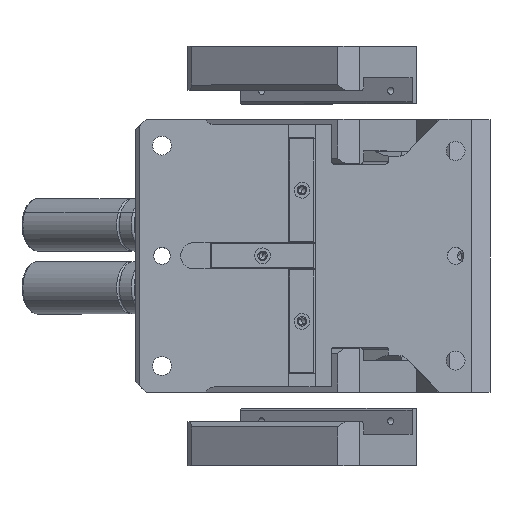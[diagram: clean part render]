
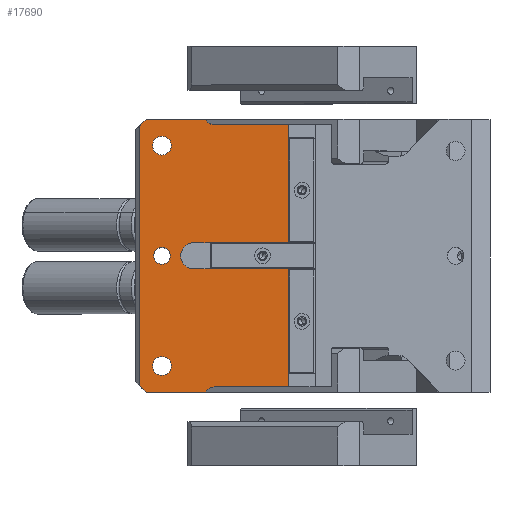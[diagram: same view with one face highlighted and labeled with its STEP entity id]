
A CAD part, top view. The second image highlights one B-rep face of the part: STEP entity #17690.
In plain terms, the highlighted planar face has unit normal (0, 0, 1).
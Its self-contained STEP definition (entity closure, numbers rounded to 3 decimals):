
#16666=CARTESIAN_POINT('Line Origine',(-316.5,0.,190.)) ;
#16670=CARTESIAN_POINT('Vertex',(-316.5,123.5,190.)) ;
#16672=CARTESIAN_POINT('Vertex',(-316.5,-123.5,190.)) ;
#16707=CARTESIAN_POINT('Vertex',(-310.,-130.,190.)) ;
#16710=CARTESIAN_POINT('Line Origine',(-315.,-125.,190.)) ;
#17243=CARTESIAN_POINT('Line Origine',(-315.,125.,190.)) ;
#17247=CARTESIAN_POINT('Vertex',(-310.,130.,190.)) ;
#17532=CARTESIAN_POINT('Axis2P3D Location',(-335.,0.,190.)) ;
#17537=CARTESIAN_POINT('Line Origine',(-281.83,130.,190.)) ;
#17541=CARTESIAN_POINT('Vertex',(-253.66,130.,190.)) ;
#17544=CARTESIAN_POINT('Line Origine',(-281.83,-130.,190.)) ;
#17548=CARTESIAN_POINT('Vertex',(-253.66,-130.,190.)) ;
#17551=CARTESIAN_POINT('Axis2P3D Location',(-245.,-135.,190.)) ;
#17555=CARTESIAN_POINT('Vertex',(-245.,-125.,190.)) ;
#17558=CARTESIAN_POINT('Line Origine',(-209.5,-125.,190.)) ;
#17562=CARTESIAN_POINT('Vertex',(-174.,-125.,190.)) ;
#17565=CARTESIAN_POINT('Line Origine',(-174.,-68.75,190.)) ;
#17569=CARTESIAN_POINT('Vertex',(-174.,-12.5,190.)) ;
#17572=CARTESIAN_POINT('Line Origine',(-219.25,-12.5,190.)) ;
#17576=CARTESIAN_POINT('Vertex',(-264.5,-12.5,190.)) ;
#17579=CARTESIAN_POINT('Axis2P3D Location',(-264.5,0.,190.)) ;
#17583=CARTESIAN_POINT('Vertex',(-277.,0.,190.)) ;
#17586=CARTESIAN_POINT('Axis2P3D Location',(-264.5,0.,190.)) ;
#17590=CARTESIAN_POINT('Vertex',(-264.5,12.5,190.)) ;
#17593=CARTESIAN_POINT('Line Origine',(-219.25,12.5,190.)) ;
#17597=CARTESIAN_POINT('Vertex',(-174.,12.5,190.)) ;
#17600=CARTESIAN_POINT('Line Origine',(-174.,68.75,190.)) ;
#17604=CARTESIAN_POINT('Vertex',(-174.,125.,190.)) ;
#17607=CARTESIAN_POINT('Line Origine',(-209.5,125.,190.)) ;
#17611=CARTESIAN_POINT('Vertex',(-245.,125.,190.)) ;
#17614=CARTESIAN_POINT('Axis2P3D Location',(-245.,135.,190.)) ;
#17636=CARTESIAN_POINT('Axis2P3D Location',(-295.,105.,190.)) ;
#17640=CARTESIAN_POINT('Vertex',(-286.,105.,190.)) ;
#17642=CARTESIAN_POINT('Vertex',(-304.,105.,190.)) ;
#17645=CARTESIAN_POINT('Axis2P3D Location',(-295.,105.,190.)) ;
#17654=CARTESIAN_POINT('Axis2P3D Location',(-295.,-105.,190.)) ;
#17658=CARTESIAN_POINT('Vertex',(-304.,-105.,190.)) ;
#17660=CARTESIAN_POINT('Vertex',(-286.,-105.,190.)) ;
#17663=CARTESIAN_POINT('Axis2P3D Location',(-295.,-105.,190.)) ;
#17672=CARTESIAN_POINT('Axis2P3D Location',(-295.,0.,190.)) ;
#17676=CARTESIAN_POINT('Vertex',(-303.,0.,190.)) ;
#17678=CARTESIAN_POINT('Vertex',(-287.,0.,190.)) ;
#17681=CARTESIAN_POINT('Axis2P3D Location',(-295.,0.,190.)) ;
#16668=VECTOR('Line Direction',#16667,1.) ;
#16712=VECTOR('Line Direction',#16711,1.) ;
#17245=VECTOR('Line Direction',#17244,1.) ;
#17539=VECTOR('Line Direction',#17538,1.) ;
#17546=VECTOR('Line Direction',#17545,1.) ;
#17560=VECTOR('Line Direction',#17559,1.) ;
#17567=VECTOR('Line Direction',#17566,1.) ;
#17574=VECTOR('Line Direction',#17573,1.) ;
#17595=VECTOR('Line Direction',#17594,1.) ;
#17602=VECTOR('Line Direction',#17601,1.) ;
#17609=VECTOR('Line Direction',#17608,1.) ;
#16667=DIRECTION('Vector Direction',(0.,-1.,0.)) ;
#16711=DIRECTION('Vector Direction',(0.707,-0.707,0.)) ;
#17244=DIRECTION('Vector Direction',(0.707,0.707,0.)) ;
#17533=DIRECTION('Axis2P3D Direction',(0.,0.,-1.)) ;
#17534=DIRECTION('Axis2P3D XDirection',(1.,0.,0.)) ;
#17538=DIRECTION('Vector Direction',(1.,0.,0.)) ;
#17545=DIRECTION('Vector Direction',(1.,0.,0.)) ;
#17552=DIRECTION('Axis2P3D Direction',(0.,0.,-1.)) ;
#17559=DIRECTION('Vector Direction',(-1.,0.,0.)) ;
#17566=DIRECTION('Vector Direction',(0.,1.,0.)) ;
#17573=DIRECTION('Vector Direction',(1.,0.,0.)) ;
#17580=DIRECTION('Axis2P3D Direction',(0.,0.,-1.)) ;
#17587=DIRECTION('Axis2P3D Direction',(0.,0.,-1.)) ;
#17594=DIRECTION('Vector Direction',(1.,0.,0.)) ;
#17601=DIRECTION('Vector Direction',(0.,-1.,0.)) ;
#17608=DIRECTION('Vector Direction',(-1.,0.,0.)) ;
#17615=DIRECTION('Axis2P3D Direction',(0.,0.,-1.)) ;
#17637=DIRECTION('Axis2P3D Direction',(0.,0.,-1.)) ;
#17646=DIRECTION('Axis2P3D Direction',(0.,0.,-1.)) ;
#17655=DIRECTION('Axis2P3D Direction',(0.,0.,-1.)) ;
#17664=DIRECTION('Axis2P3D Direction',(0.,0.,-1.)) ;
#17673=DIRECTION('Axis2P3D Direction',(0.,0.,-1.)) ;
#17682=DIRECTION('Axis2P3D Direction',(0.,0.,-1.)) ;
#17535=AXIS2_PLACEMENT_3D('Plane Axis2P3D',#17532,#17533,#17534) ;
#17553=AXIS2_PLACEMENT_3D('Circle Axis2P3D',#17551,#17552,$) ;
#17581=AXIS2_PLACEMENT_3D('Circle Axis2P3D',#17579,#17580,$) ;
#17588=AXIS2_PLACEMENT_3D('Circle Axis2P3D',#17586,#17587,$) ;
#17616=AXIS2_PLACEMENT_3D('Circle Axis2P3D',#17614,#17615,$) ;
#17638=AXIS2_PLACEMENT_3D('Circle Axis2P3D',#17636,#17637,$) ;
#17647=AXIS2_PLACEMENT_3D('Circle Axis2P3D',#17645,#17646,$) ;
#17656=AXIS2_PLACEMENT_3D('Circle Axis2P3D',#17654,#17655,$) ;
#17665=AXIS2_PLACEMENT_3D('Circle Axis2P3D',#17663,#17664,$) ;
#17674=AXIS2_PLACEMENT_3D('Circle Axis2P3D',#17672,#17673,$) ;
#17683=AXIS2_PLACEMENT_3D('Circle Axis2P3D',#17681,#17682,$) ;
#16669=LINE('Line',#16666,#16668) ;
#16713=LINE('Line',#16710,#16712) ;
#17246=LINE('Line',#17243,#17245) ;
#17540=LINE('Line',#17537,#17539) ;
#17547=LINE('Line',#17544,#17546) ;
#17561=LINE('Line',#17558,#17560) ;
#17568=LINE('Line',#17565,#17567) ;
#17575=LINE('Line',#17572,#17574) ;
#17596=LINE('Line',#17593,#17595) ;
#17603=LINE('Line',#17600,#17602) ;
#17610=LINE('Line',#17607,#17609) ;
#17554=CIRCLE('generated circle',#17553,10.) ;
#17582=CIRCLE('generated circle',#17581,12.5) ;
#17589=CIRCLE('generated circle',#17588,12.5) ;
#17617=CIRCLE('generated circle',#17616,10.) ;
#17639=CIRCLE('generated circle',#17638,9.) ;
#17648=CIRCLE('generated circle',#17647,9.) ;
#17657=CIRCLE('generated circle',#17656,9.) ;
#17666=CIRCLE('generated circle',#17665,9.) ;
#17675=CIRCLE('generated circle',#17674,8.) ;
#17684=CIRCLE('generated circle',#17683,8.) ;
#17536=PLANE('',#17535) ;
#17653=FACE_BOUND('',#17650,.T.) ;
#17671=FACE_BOUND('',#17668,.T.) ;
#17689=FACE_BOUND('',#17686,.T.) ;
#16674=EDGE_CURVE('',#16671,#16673,#16669,.T.) ;
#16714=EDGE_CURVE('',#16673,#16708,#16713,.T.) ;
#17249=EDGE_CURVE('',#16671,#17248,#17246,.T.) ;
#17543=EDGE_CURVE('',#17248,#17542,#17540,.T.) ;
#17550=EDGE_CURVE('',#16708,#17549,#17547,.T.) ;
#17557=EDGE_CURVE('',#17549,#17556,#17554,.T.) ;
#17564=EDGE_CURVE('',#17563,#17556,#17561,.T.) ;
#17571=EDGE_CURVE('',#17563,#17570,#17568,.T.) ;
#17578=EDGE_CURVE('',#17577,#17570,#17575,.T.) ;
#17585=EDGE_CURVE('',#17577,#17584,#17582,.T.) ;
#17592=EDGE_CURVE('',#17584,#17591,#17589,.T.) ;
#17599=EDGE_CURVE('',#17591,#17598,#17596,.T.) ;
#17606=EDGE_CURVE('',#17605,#17598,#17603,.T.) ;
#17613=EDGE_CURVE('',#17605,#17612,#17610,.T.) ;
#17618=EDGE_CURVE('',#17612,#17542,#17617,.T.) ;
#17644=EDGE_CURVE('',#17641,#17643,#17639,.T.) ;
#17649=EDGE_CURVE('',#17643,#17641,#17648,.T.) ;
#17662=EDGE_CURVE('',#17659,#17661,#17657,.T.) ;
#17667=EDGE_CURVE('',#17661,#17659,#17666,.T.) ;
#17680=EDGE_CURVE('',#17677,#17679,#17675,.T.) ;
#17685=EDGE_CURVE('',#17679,#17677,#17684,.T.) ;
#17620=ORIENTED_EDGE('',*,*,#17543,.F.) ;
#17621=ORIENTED_EDGE('',*,*,#17249,.F.) ;
#17622=ORIENTED_EDGE('',*,*,#16674,.T.) ;
#17623=ORIENTED_EDGE('',*,*,#16714,.T.) ;
#17624=ORIENTED_EDGE('',*,*,#17550,.T.) ;
#17625=ORIENTED_EDGE('',*,*,#17557,.T.) ;
#17626=ORIENTED_EDGE('',*,*,#17564,.F.) ;
#17627=ORIENTED_EDGE('',*,*,#17571,.T.) ;
#17628=ORIENTED_EDGE('',*,*,#17578,.F.) ;
#17629=ORIENTED_EDGE('',*,*,#17585,.T.) ;
#17630=ORIENTED_EDGE('',*,*,#17592,.T.) ;
#17631=ORIENTED_EDGE('',*,*,#17599,.T.) ;
#17632=ORIENTED_EDGE('',*,*,#17606,.F.) ;
#17633=ORIENTED_EDGE('',*,*,#17613,.T.) ;
#17634=ORIENTED_EDGE('',*,*,#17618,.T.) ;
#17651=ORIENTED_EDGE('',*,*,#17644,.T.) ;
#17652=ORIENTED_EDGE('',*,*,#17649,.T.) ;
#17669=ORIENTED_EDGE('',*,*,#17662,.T.) ;
#17670=ORIENTED_EDGE('',*,*,#17667,.T.) ;
#17687=ORIENTED_EDGE('',*,*,#17680,.T.) ;
#17688=ORIENTED_EDGE('',*,*,#17685,.T.) ;
#17619=EDGE_LOOP('',(#17620,#17621,#17622,#17623,#17624,#17625,#17626,#17627,#17628,#17629,#17630,#17631,#17632,#17633,#17634)) ;
#17650=EDGE_LOOP('',(#17651,#17652)) ;
#17668=EDGE_LOOP('',(#17669,#17670)) ;
#17686=EDGE_LOOP('',(#17687,#17688)) ;
#16671=VERTEX_POINT('',#16670) ;
#16673=VERTEX_POINT('',#16672) ;
#16708=VERTEX_POINT('',#16707) ;
#17248=VERTEX_POINT('',#17247) ;
#17542=VERTEX_POINT('',#17541) ;
#17549=VERTEX_POINT('',#17548) ;
#17556=VERTEX_POINT('',#17555) ;
#17563=VERTEX_POINT('',#17562) ;
#17570=VERTEX_POINT('',#17569) ;
#17577=VERTEX_POINT('',#17576) ;
#17584=VERTEX_POINT('',#17583) ;
#17591=VERTEX_POINT('',#17590) ;
#17598=VERTEX_POINT('',#17597) ;
#17605=VERTEX_POINT('',#17604) ;
#17612=VERTEX_POINT('',#17611) ;
#17641=VERTEX_POINT('',#17640) ;
#17643=VERTEX_POINT('',#17642) ;
#17659=VERTEX_POINT('',#17658) ;
#17661=VERTEX_POINT('',#17660) ;
#17677=VERTEX_POINT('',#17676) ;
#17679=VERTEX_POINT('',#17678) ;
#17690=ADVANCED_FACE('SCHIEBERBETT',(#17635,#17653,#17671,#17689),#17536,.F.) ;
#17635=FACE_OUTER_BOUND('',#17619,.T.) ;
